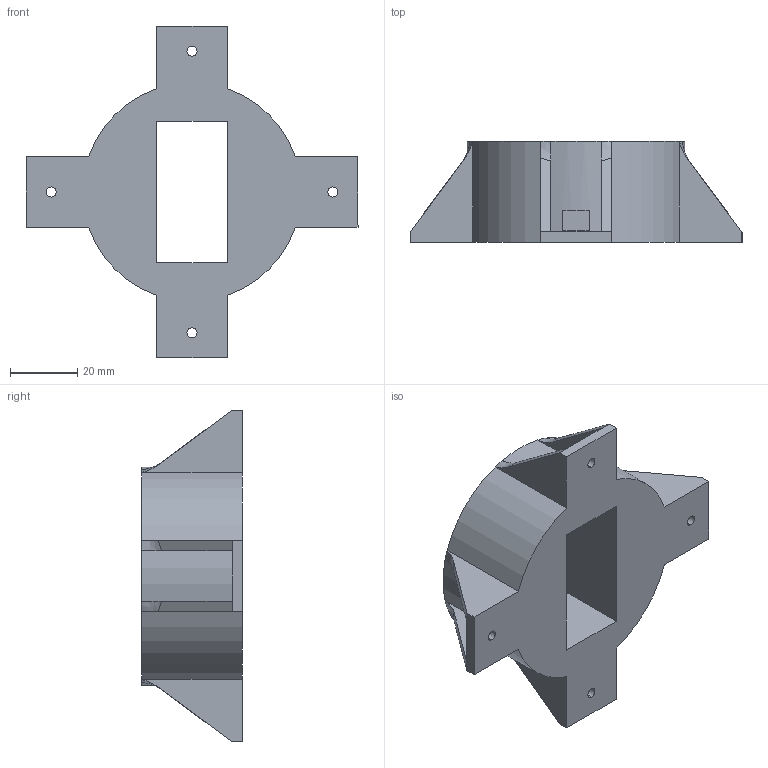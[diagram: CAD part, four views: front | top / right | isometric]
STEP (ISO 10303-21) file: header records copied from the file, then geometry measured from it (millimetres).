
FILE_DESCRIPTION (( 'STEP AP203' ), '1' );
FILE_NAME ('base_holder_Default_sldprt.STEP', '2022-06-28T16:54:32', ( '' ), ( '' ), 'SwSTEP 2.0', 'SolidWorks 2021', '' );
FILE_SCHEMA (( 'CONFIG_CONTROL_DESIGN' ));
Length unit declared in the file: millimetre
Products named in the file (1): base_holder_Default_sldprt
Bounding box: 98.84 x 30 x 98.84 mm (x, y, z)
Volume: 80828.4 mm3; surface area: 21980.3 mm2
Topology: 1 solids, 1 shells, 77 faces, 201 edges, 126 vertices
Faces by surface type: plane 48, cylinder 21, bspline 8
Entity records: 2684 total; most frequent: CARTESIAN_POINT 733, ORIENTED_EDGE 402, DIRECTION 369, EDGE_CURVE 201, VERTEX_POINT 126, LINE 125, VECTOR 125, AXIS2_PLACEMENT_3D 122
